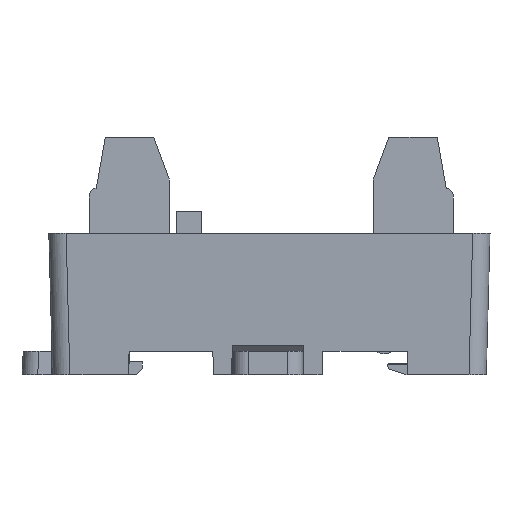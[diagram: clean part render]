
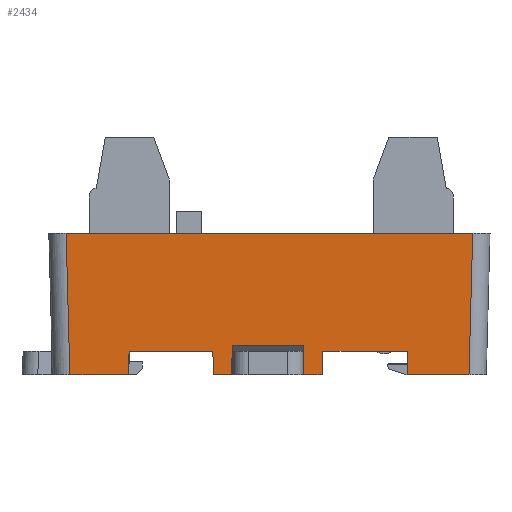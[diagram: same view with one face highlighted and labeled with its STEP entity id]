
A CAD part, left-side view. The second image highlights one B-rep face of the part: STEP entity #2434.
In plain terms, the highlighted planar face has unit normal (-1, 0, -0.026).
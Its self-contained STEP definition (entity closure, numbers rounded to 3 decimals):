
#1560=FACE_OUTER_BOUND('',#4517,.T.);
#2434=ADVANCED_FACE('',(#1560),#3329,.T.);
#3329=PLANE('',#17737);
#4517=EDGE_LOOP('',(#6330,#6331,#6332,#6333,#6334,#6335,#6336,#6337,#6338,
#6339,#6340,#6341,#6342,#6343,#6344,#6345));
#6330=ORIENTED_EDGE('',*,*,#11862,.T.);
#6331=ORIENTED_EDGE('',*,*,#11996,.F.);
#6332=ORIENTED_EDGE('',*,*,#11997,.T.);
#6333=ORIENTED_EDGE('',*,*,#11998,.F.);
#6334=ORIENTED_EDGE('',*,*,#11999,.T.);
#6335=ORIENTED_EDGE('',*,*,#12000,.F.);
#6336=ORIENTED_EDGE('',*,*,#12001,.T.);
#6337=ORIENTED_EDGE('',*,*,#12002,.T.);
#6338=ORIENTED_EDGE('',*,*,#11852,.T.);
#6339=ORIENTED_EDGE('',*,*,#11989,.T.);
#6340=ORIENTED_EDGE('',*,*,#11916,.T.);
#6341=ORIENTED_EDGE('',*,*,#11992,.T.);
#6342=ORIENTED_EDGE('',*,*,#11894,.F.);
#6343=ORIENTED_EDGE('',*,*,#11995,.T.);
#6344=ORIENTED_EDGE('',*,*,#11912,.T.);
#6345=ORIENTED_EDGE('',*,*,#11929,.F.);
#10295=VERTEX_POINT('',#24180);
#10296=VERTEX_POINT('',#24182);
#10303=VERTEX_POINT('',#24198);
#10304=VERTEX_POINT('',#24200);
#10332=VERTEX_POINT('',#24261);
#10333=VERTEX_POINT('',#24262);
#10343=VERTEX_POINT('',#24291);
#10344=VERTEX_POINT('',#24293);
#10347=VERTEX_POINT('',#24300);
#10348=VERTEX_POINT('',#24302);
#10385=VERTEX_POINT('',#24460);
#10386=VERTEX_POINT('',#24462);
#10387=VERTEX_POINT('',#24464);
#10388=VERTEX_POINT('',#24466);
#10389=VERTEX_POINT('',#24468);
#10390=VERTEX_POINT('',#24470);
#11852=EDGE_CURVE('',#10296,#10295,#14078,.T.);
#11862=EDGE_CURVE('',#10304,#10303,#14086,.T.);
#11894=EDGE_CURVE('',#10332,#10333,#14118,.T.);
#11912=EDGE_CURVE('',#10344,#10343,#14132,.T.);
#11916=EDGE_CURVE('',#10348,#10347,#14134,.T.);
#11929=EDGE_CURVE('',#10304,#10343,#14146,.T.);
#11989=EDGE_CURVE('',#10295,#10348,#14202,.T.);
#11992=EDGE_CURVE('',#10347,#10333,#14205,.T.);
#11995=EDGE_CURVE('',#10332,#10344,#14208,.T.);
#11996=EDGE_CURVE('',#10385,#10303,#14209,.T.);
#11997=EDGE_CURVE('',#10385,#10386,#14210,.T.);
#11998=EDGE_CURVE('',#10387,#10386,#14211,.T.);
#11999=EDGE_CURVE('',#10387,#10388,#14212,.T.);
#12000=EDGE_CURVE('',#10389,#10388,#14213,.T.);
#12001=EDGE_CURVE('',#10389,#10390,#14214,.T.);
#12002=EDGE_CURVE('',#10390,#10296,#14215,.T.);
#14078=LINE('',#24181,#16010);
#14086=LINE('',#24199,#16018);
#14118=LINE('',#24260,#16050);
#14132=LINE('',#24292,#16064);
#14134=LINE('',#24301,#16066);
#14146=LINE('',#24326,#16078);
#14202=LINE('',#24446,#16134);
#14205=LINE('',#24451,#16137);
#14208=LINE('',#24457,#16140);
#14209=LINE('',#24459,#16141);
#14210=LINE('',#24461,#16142);
#14211=LINE('',#24463,#16143);
#14212=LINE('',#24465,#16144);
#14213=LINE('',#24467,#16145);
#14214=LINE('',#24469,#16146);
#14215=LINE('',#24471,#16147);
#16010=VECTOR('',#19407,1.);
#16018=VECTOR('',#19419,1.);
#16050=VECTOR('',#19453,1.);
#16064=VECTOR('',#19479,1.);
#16066=VECTOR('',#19487,1.);
#16078=VECTOR('',#19507,1.);
#16134=VECTOR('',#19635,1.);
#16137=VECTOR('',#19642,1.);
#16140=VECTOR('',#19651,1.);
#16141=VECTOR('',#19654,1.);
#16142=VECTOR('',#19655,1.);
#16143=VECTOR('',#19656,1.);
#16144=VECTOR('',#19657,1.);
#16145=VECTOR('',#19658,1.);
#16146=VECTOR('',#19659,1.);
#16147=VECTOR('',#19660,1.);
#17737=AXIS2_PLACEMENT_3D('',#24472,#19661,#19662);
#19407=DIRECTION('',(0.,-1.,0.));
#19419=DIRECTION('',(0.,-1.,0.));
#19453=DIRECTION('',(0.,-1.,0.));
#19479=DIRECTION('',(0.,-1.,0.));
#19487=DIRECTION('',(0.,-1.,0.));
#19507=DIRECTION('',(0.026,0.017,-1.));
#19635=DIRECTION('',(0.026,-0.017,-1.));
#19642=DIRECTION('',(-0.026,-0.026,0.999));
#19651=DIRECTION('',(0.026,-0.026,-0.999));
#19654=DIRECTION('',(-0.026,0.035,0.999));
#19655=DIRECTION('',(0.,-1.,0.));
#19656=DIRECTION('',(0.026,0.009,-1.));
#19657=DIRECTION('',(0.,-1.,0.));
#19658=DIRECTION('',(-0.026,0.009,1.));
#19659=DIRECTION('',(0.,-1.,0.));
#19660=DIRECTION('',(-0.026,-0.035,0.999));
#19661=DIRECTION('',(-1.,0.,-0.026));
#19662=DIRECTION('',(0.026,0.,-1.));
#24180=CARTESIAN_POINT('',(-28.557,-17.314,-13.25));
#24181=CARTESIAN_POINT('',(-28.557,0.436,-13.25));
#24182=CARTESIAN_POINT('',(-28.557,-6.564,-13.25));
#24198=CARTESIAN_POINT('',(-28.557,7.436,-13.25));
#24199=CARTESIAN_POINT('',(-28.557,0.436,-13.25));
#24200=CARTESIAN_POINT('',(-28.557,18.086,-13.25));
#24260=CARTESIAN_POINT('',(-28.95,-0.064,1.75));
#24261=CARTESIAN_POINT('',(-28.95,26.087,1.75));
#24262=CARTESIAN_POINT('',(-28.95,-25.615,1.75));
#24291=CARTESIAN_POINT('',(-28.479,18.138,-16.25));
#24292=CARTESIAN_POINT('',(-28.479,0.436,-16.25));
#24293=CARTESIAN_POINT('',(-28.479,25.616,-16.25));
#24300=CARTESIAN_POINT('',(-28.479,-25.143,-16.25));
#24301=CARTESIAN_POINT('',(-28.479,-0.064,-16.25));
#24302=CARTESIAN_POINT('',(-28.479,-17.366,-16.25));
#24326=CARTESIAN_POINT('',(-28.526,18.107,-14.454));
#24446=CARTESIAN_POINT('',(-28.958,-17.047,2.044));
#24451=CARTESIAN_POINT('',(-28.933,-25.597,1.09));
#24457=CARTESIAN_POINT('',(-28.933,26.07,1.09));
#24459=CARTESIAN_POINT('',(-28.526,7.394,-14.452));
#24460=CARTESIAN_POINT('',(-28.479,7.331,-16.25));
#24461=CARTESIAN_POINT('',(-28.479,0.436,-16.25));
#24462=CARTESIAN_POINT('',(-28.479,5.012,-16.25));
#24463=CARTESIAN_POINT('',(-28.951,4.855,1.79));
#24464=CARTESIAN_POINT('',(-28.576,4.98,-12.524));
#24465=CARTESIAN_POINT('',(-28.576,-209.009,-12.524));
#24466=CARTESIAN_POINT('',(-28.576,-4.108,-12.524));
#24467=CARTESIAN_POINT('',(-28.951,-3.983,1.782));
#24468=CARTESIAN_POINT('',(-28.479,-4.14,-16.25));
#24469=CARTESIAN_POINT('',(-28.479,0.436,-16.25));
#24470=CARTESIAN_POINT('',(-28.479,-6.459,-16.25));
#24471=CARTESIAN_POINT('',(-28.944,-7.079,1.503));
#24472=CARTESIAN_POINT('',(-28.95,-0.064,1.747));
